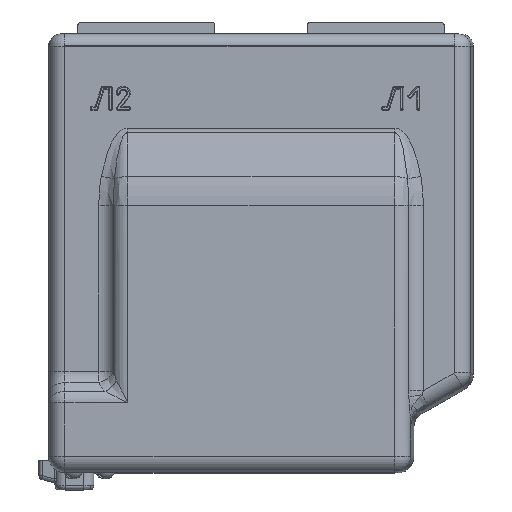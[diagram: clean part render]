
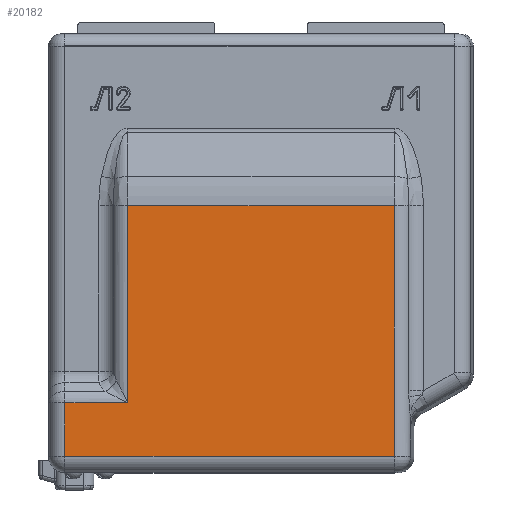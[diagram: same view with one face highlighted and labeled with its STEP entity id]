
A CAD part, top view. The second image highlights one B-rep face of the part: STEP entity #20182.
In plain terms, the highlighted planar face has unit normal (0, 0, 1).
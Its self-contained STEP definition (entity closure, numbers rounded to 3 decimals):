
#222 = LINE ( 'NONE', #4835, #236 ) ;
#236 = VECTOR ( 'NONE', #4829, 1000. ) ;
#4829 = DIRECTION ( 'NONE',  ( -1., 0., 0. ) ) ;
#4835 = CARTESIAN_POINT ( 'NONE',  ( -105.5, 132.662, 74. ) ) ;
#4915 = DIRECTION ( 'NONE',  ( 0., -1., 0. ) ) ;
#4924 = CARTESIAN_POINT ( 'NONE',  ( -66.269, 218., 74. ) ) ;
#5014 = CARTESIAN_POINT ( 'NONE',  ( 66.269, 218., 74. ) ) ;
#5027 = DIRECTION ( 'NONE',  ( 0., 1., 0. ) ) ;
#5738 = LINE ( 'NONE', #4924, #5746 ) ;
#5746 = VECTOR ( 'NONE', #4915, 1000. ) ;
#5747 = LINE ( 'NONE', #5014, #5748 ) ;
#5748 = VECTOR ( 'NONE', #5027, 1000. ) ;
#7464 = CARTESIAN_POINT ( 'NONE',  ( 66.269, 8., 74. ) ) ;
#7498 = CARTESIAN_POINT ( 'NONE',  ( 66.269, 132.662, 74. ) ) ;
#7501 = CARTESIAN_POINT ( 'NONE',  ( -66.269, 34.686, 74. ) ) ;
#7522 = CARTESIAN_POINT ( 'NONE',  ( -66.269, 132.662, 74. ) ) ;
#7636 = CARTESIAN_POINT ( 'NONE',  ( -97.5, 8., 74. ) ) ;
#8609 = VERTEX_POINT ( 'NONE', #22798 ) ;
#9339 = AXIS2_PLACEMENT_3D ( 'NONE', #23976, #24040, #24048 ) ;
#9769 = VECTOR ( 'NONE', #15630, 1000. ) ;
#9780 = VECTOR ( 'NONE', #15607, 1000. ) ;
#9795 = LINE ( 'NONE', #15601, #9780 ) ;
#9798 = LINE ( 'NONE', #15666, #9769 ) ;
#9826 = LINE ( 'NONE', #15689, #9837 ) ;
#9837 = VECTOR ( 'NONE', #15703, 1000. ) ;
#10889 = FACE_OUTER_BOUND ( 'NONE', #12796, .T. ) ;
#12796 = EDGE_LOOP ( 'NONE', ( #17084, #17042, #17085, #17103, #17078, #17131 ) ) ;
#15601 = CARTESIAN_POINT ( 'NONE',  ( -105.5, 8., 74. ) ) ;
#15607 = DIRECTION ( 'NONE',  ( 1., 0., 0. ) ) ;
#15630 = DIRECTION ( 'NONE',  ( 0., -1., 0. ) ) ;
#15666 = CARTESIAN_POINT ( 'NONE',  ( -97.5, 218., 74. ) ) ;
#15689 = CARTESIAN_POINT ( 'NONE',  ( -97.5, 34.686, 74. ) ) ;
#15703 = DIRECTION ( 'NONE',  ( -1., 0., 0. ) ) ;
#17042 = ORIENTED_EDGE ( 'NONE', *, *, #19469, .T. ) ;
#17078 = ORIENTED_EDGE ( 'NONE', *, *, #21021, .T. ) ;
#17084 = ORIENTED_EDGE ( 'NONE', *, *, #19488, .T. ) ;
#17085 = ORIENTED_EDGE ( 'NONE', *, *, #21040, .T. ) ;
#17103 = ORIENTED_EDGE ( 'NONE', *, *, #20985, .T. ) ;
#17131 = ORIENTED_EDGE ( 'NONE', *, *, #19520, .T. ) ;
#19469 = EDGE_CURVE ( 'NONE', #21874, #21740, #9795, .T. ) ;
#19488 = EDGE_CURVE ( 'NONE', #8609, #21874, #9798, .T. ) ;
#19520 = EDGE_CURVE ( 'NONE', #21685, #8609, #9826, .T. ) ;
#20182 = ADVANCED_FACE ( 'NONE', ( #10889 ), #23967, .F. ) ;
#20985 = EDGE_CURVE ( 'NONE', #21744, #21707, #222, .T. ) ;
#21021 = EDGE_CURVE ( 'NONE', #21707, #21685, #5738, .T. ) ;
#21040 = EDGE_CURVE ( 'NONE', #21740, #21744, #5747, .T. ) ;
#21685 = VERTEX_POINT ( 'NONE', #7501 ) ;
#21707 = VERTEX_POINT ( 'NONE', #7522 ) ;
#21740 = VERTEX_POINT ( 'NONE', #7464 ) ;
#21744 = VERTEX_POINT ( 'NONE', #7498 ) ;
#21874 = VERTEX_POINT ( 'NONE', #7636 ) ;
#22798 = CARTESIAN_POINT ( 'NONE',  ( -97.5, 34.686, 74. ) ) ;
#23967 = PLANE ( 'NONE',  #9339 ) ;
#23976 = CARTESIAN_POINT ( 'NONE',  ( -105.5, 218., 74. ) ) ;
#24040 = DIRECTION ( 'NONE',  ( 0., 0., -1. ) ) ;
#24048 = DIRECTION ( 'NONE',  ( -1., 0., 0. ) ) ;
